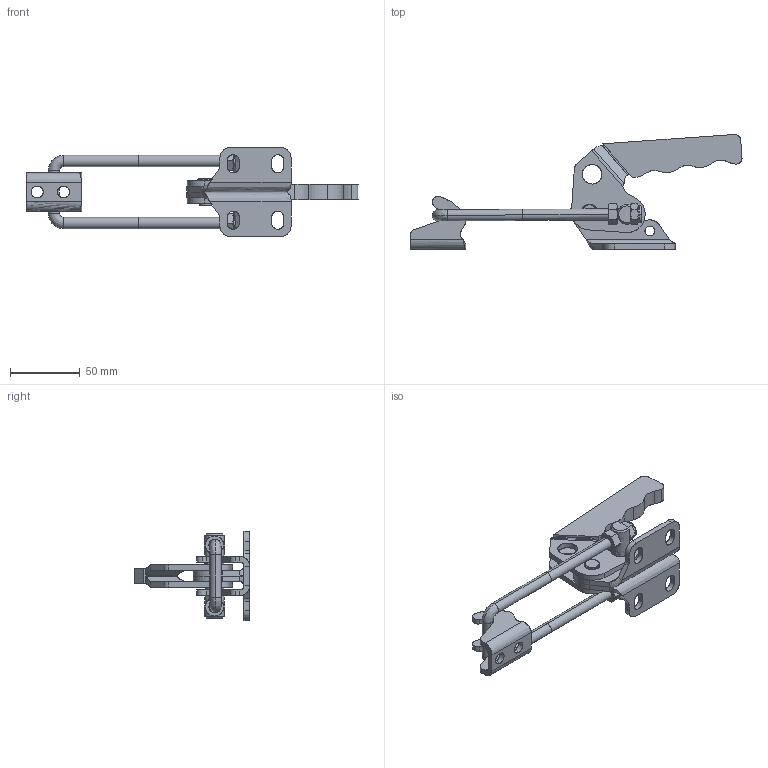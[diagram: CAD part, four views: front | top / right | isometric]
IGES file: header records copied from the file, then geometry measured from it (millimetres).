
Start section: SolidWorks IGES file using analytic representation for surfaces
Global section: file name: GH-40870-SS.IGS; native system: SolidWorks 2016; preprocessor: SolidWorks 2016; author: user; date: 240301.170816; units: millimetre
Bounding box: 238.21 x 82.48 x 64 mm (x, y, z)
Surface area: 48752.4 mm2 (no closed solid volume)
Topology: 0 solids, 0 shells, 783 faces, 9363 edges, 9363 vertices
Faces by surface type: bspline 556, revolution 227
